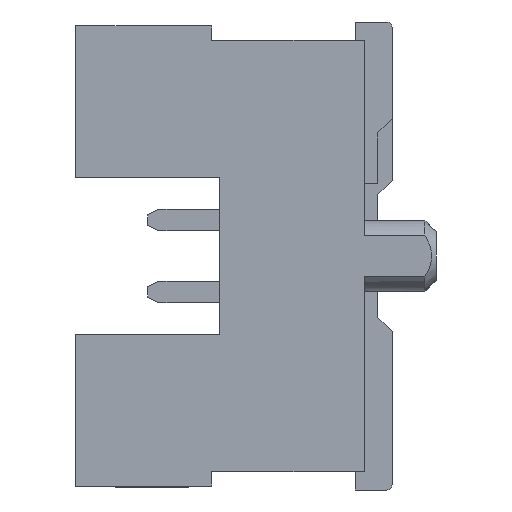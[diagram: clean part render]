
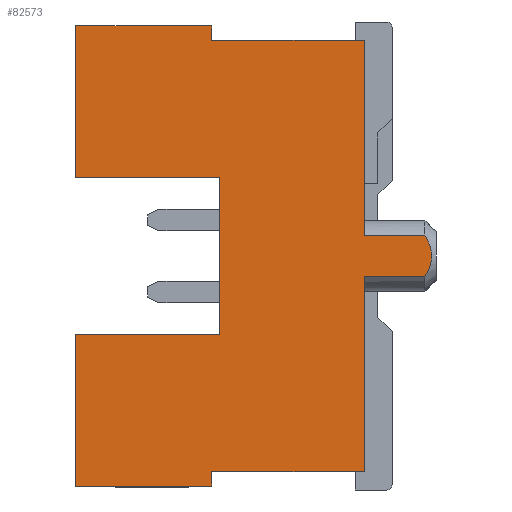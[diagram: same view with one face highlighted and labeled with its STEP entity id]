
A CAD part, left-side view. The second image highlights one B-rep face of the part: STEP entity #82573.
In plain terms, the highlighted planar face has unit normal (-1, 0, 0).
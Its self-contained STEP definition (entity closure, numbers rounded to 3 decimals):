
#5147=DIRECTION('',(0.,1.,0.));
#5148=VECTOR('',#5147,2.54);
#5149=CARTESIAN_POINT('',(-33.02,2.56,-1.395));
#5150=LINE('',#5149,#5148);
#5365=DIRECTION('',(0.,1.,0.));
#5366=VECTOR('',#5365,2.7);
#5367=CARTESIAN_POINT('',(-33.02,0.,3.81));
#5368=LINE('',#5367,#5366);
#5377=DIRECTION('',(0.,0.,1.));
#5378=VECTOR('',#5377,0.255);
#5379=CARTESIAN_POINT('',(-33.02,2.7,3.81));
#5380=LINE('',#5379,#5378);
#5393=DIRECTION('',(0.,-1.,0.));
#5394=VECTOR('',#5393,2.4);
#5395=CARTESIAN_POINT('',(-33.02,5.1,4.065));
#5396=LINE('',#5395,#5394);
#5397=DIRECTION('',(0.,0.,1.));
#5398=VECTOR('',#5397,3.44);
#5399=CARTESIAN_POINT('',(-33.02,0.,-3.81));
#5400=LINE('',#5399,#5398);
#5401=DIRECTION('',(0.,0.,-1.));
#5402=VECTOR('',#5401,2.67);
#5403=CARTESIAN_POINT('',(-33.02,5.1,-1.395));
#5404=LINE('',#5403,#5402);
#5405=DIRECTION('',(0.,-1.,0.));
#5406=VECTOR('',#5405,2.54);
#5407=CARTESIAN_POINT('',(-33.02,5.1,1.395));
#5408=LINE('',#5407,#5406);
#5409=DIRECTION('',(0.,0.,-1.));
#5410=VECTOR('',#5409,2.67);
#5411=CARTESIAN_POINT('',(-33.02,5.1,4.065));
#5412=LINE('',#5411,#5410);
#5413=DIRECTION('',(0.,0.,1.));
#5414=VECTOR('',#5413,3.44);
#5415=CARTESIAN_POINT('',(-33.02,0.,0.37));
#5416=LINE('',#5415,#5414);
#5433=DIRECTION('',(0.,1.,0.));
#5434=VECTOR('',#5433,1.07);
#5435=CARTESIAN_POINT('',(-33.02,-1.07,
0.37));
#5436=LINE('',#5435,#5434);
#5437=DIRECTION('',(0.,-1.,0.));
#5438=VECTOR('',#5437,1.07);
#5439=CARTESIAN_POINT('',(-33.02,0.,-0.37));
#5440=LINE('',#5439,#5438);
#5453=CARTESIAN_POINT('',(-33.02,-1.07,
-0.37));
#5454=CARTESIAN_POINT('',(-33.02,-1.101,
-0.316));
#5455=CARTESIAN_POINT('',(-33.02,-1.153,
-0.214));
#5456=CARTESIAN_POINT('',(-33.02,-1.192,
-0.068));
#5457=CARTESIAN_POINT('',(-33.02,-1.192,
0.068));
#5458=CARTESIAN_POINT('',(-33.02,-1.153,
0.214));
#5459=CARTESIAN_POINT('',(-33.02,-1.101,
0.316));
#5460=CARTESIAN_POINT('',(-33.02,-1.07,
0.37));
#5495=DIRECTION('',(0.,-1.,0.));
#5496=VECTOR('',#5495,2.7);
#5497=CARTESIAN_POINT('',(-33.02,2.7,-3.81));
#5498=LINE('',#5497,#5496);
#5523=DIRECTION('',(0.,0.,1.));
#5524=VECTOR('',#5523,0.255);
#5525=CARTESIAN_POINT('',(-33.02,2.7,-4.065));
#5526=LINE('',#5525,#5524);
#5535=DIRECTION('',(0.,1.,0.));
#5536=VECTOR('',#5535,2.4);
#5537=CARTESIAN_POINT('',(-33.02,2.7,-4.065));
#5538=LINE('',#5537,#5536);
#6979=DIRECTION('',(0.,0.,-1.));
#6980=VECTOR('',#6979,2.79);
#6981=CARTESIAN_POINT('',(-33.02,2.56,1.395));
#6982=LINE('',#6981,#6980);
#69573=CARTESIAN_POINT('',(-33.02,0.,3.81));
#69574=VERTEX_POINT('',#69573);
#69575=CARTESIAN_POINT('',(-33.02,0.,0.37));
#69576=VERTEX_POINT('',#69575);
#69577=CARTESIAN_POINT('',(-33.02,0.,-0.37));
#69578=VERTEX_POINT('',#69577);
#69579=CARTESIAN_POINT('',(-33.02,0.,-3.81));
#69580=VERTEX_POINT('',#69579);
#71223=CARTESIAN_POINT('',(-33.02,5.1,4.065));
#71224=VERTEX_POINT('',#71223);
#71225=CARTESIAN_POINT('',(-33.02,5.1,1.395));
#71226=VERTEX_POINT('',#71225);
#71229=CARTESIAN_POINT('',(-33.02,5.1,-1.395));
#71230=VERTEX_POINT('',#71229);
#71231=CARTESIAN_POINT('',(-33.02,5.1,-4.065));
#71232=VERTEX_POINT('',#71231);
#71245=CARTESIAN_POINT('',(-33.02,2.56,1.395));
#71246=VERTEX_POINT('',#71245);
#71247=CARTESIAN_POINT('',(-33.02,-1.07,
0.37));
#71248=VERTEX_POINT('',#71247);
#71249=VERTEX_POINT('',#5453);
#71250=CARTESIAN_POINT('',(-33.02,2.7,-3.81));
#71251=VERTEX_POINT('',#71250);
#71252=CARTESIAN_POINT('',(-33.02,2.7,-4.065));
#71253=VERTEX_POINT('',#71252);
#71254=CARTESIAN_POINT('',(-33.02,2.56,-1.395));
#71255=VERTEX_POINT('',#71254);
#71256=CARTESIAN_POINT('',(-33.02,2.7,4.065));
#71257=VERTEX_POINT('',#71256);
#71258=CARTESIAN_POINT('',(-33.02,2.7,3.81));
#71259=VERTEX_POINT('',#71258);
#82543=CARTESIAN_POINT('',(-33.02,1.955,0.));
#82544=DIRECTION('',(1.,0.,0.));
#82545=DIRECTION('',(0.,0.,1.));
#82546=AXIS2_PLACEMENT_3D('',#82543,#82544,#82545);
#82547=PLANE('',#82546);
#82549=ORIENTED_EDGE('',*,*,#82548,.F.);
#82551=ORIENTED_EDGE('',*,*,#82550,.F.);
#82553=ORIENTED_EDGE('',*,*,#82552,.F.);
#82554=ORIENTED_EDGE('',*,*,#77379,.F.);
#82556=ORIENTED_EDGE('',*,*,#82555,.F.);
#82558=ORIENTED_EDGE('',*,*,#82557,.F.);
#82560=ORIENTED_EDGE('',*,*,#82559,.T.);
#82561=ORIENTED_EDGE('',*,*,#82197,.F.);
#82562=ORIENTED_EDGE('',*,*,#82235,.F.);
#82564=ORIENTED_EDGE('',*,*,#82563,.F.);
#82565=ORIENTED_EDGE('',*,*,#82284,.F.);
#82566=ORIENTED_EDGE('',*,*,#82308,.F.);
#82567=ORIENTED_EDGE('',*,*,#82538,.T.);
#82568=ORIENTED_EDGE('',*,*,#82525,.F.);
#82569=ORIENTED_EDGE('',*,*,#82511,.F.);
#82570=ORIENTED_EDGE('',*,*,#77383,.F.);
#82571=EDGE_LOOP('',(#82549,#82551,#82553,#82554,#82556,#82558,#82560,#82561,
#82562,#82564,#82565,#82566,#82567,#82568,#82569,#82570));
#82572=FACE_OUTER_BOUND('',#82571,.F.);
#82573=ADVANCED_FACE('',(#82572),#82547,.F.);
#5461=B_SPLINE_CURVE_WITH_KNOTS('',3,(#5453,#5454,#5455,#5456,#5457,#5458,#5459,
#5460),.UNSPECIFIED.,.F.,.F.,(4,1,1,1,1,4),(0.,0.2,0.4,0.6,0.8,1.),
.UNSPECIFIED.);
#77379=EDGE_CURVE('',#69580,#69578,#5400,.T.);
#77383=EDGE_CURVE('',#69576,#69574,#5416,.T.);
#82197=EDGE_CURVE('',#71230,#71232,#5404,.T.);
#82235=EDGE_CURVE('',#71255,#71230,#5150,.T.);
#82284=EDGE_CURVE('',#71226,#71246,#5408,.T.);
#82308=EDGE_CURVE('',#71224,#71226,#5412,.T.);
#82511=EDGE_CURVE('',#69574,#71259,#5368,.T.);
#82525=EDGE_CURVE('',#71259,#71257,#5380,.T.);
#82538=EDGE_CURVE('',#71224,#71257,#5396,.T.);
#82548=EDGE_CURVE('',#71248,#69576,#5436,.T.);
#82550=EDGE_CURVE('',#71249,#71248,#5461,.T.);
#82552=EDGE_CURVE('',#69578,#71249,#5440,.T.);
#82555=EDGE_CURVE('',#71251,#69580,#5498,.T.);
#82557=EDGE_CURVE('',#71253,#71251,#5526,.T.);
#82559=EDGE_CURVE('',#71253,#71232,#5538,.T.);
#82563=EDGE_CURVE('',#71246,#71255,#6982,.T.);
